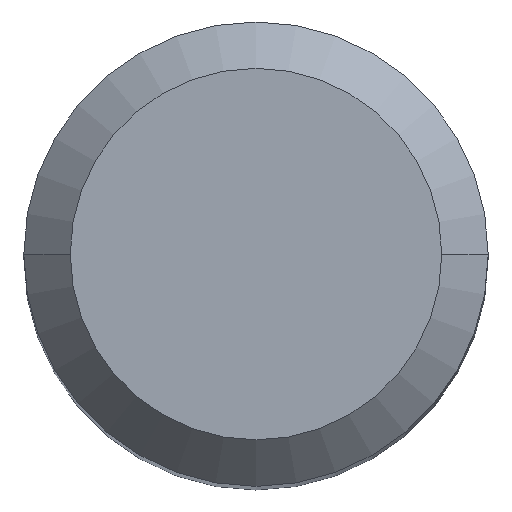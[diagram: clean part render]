
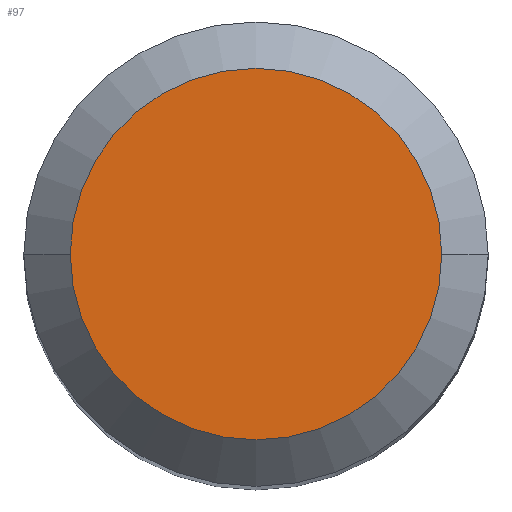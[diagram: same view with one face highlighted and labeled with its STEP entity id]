
A CAD part, top view. The second image highlights one B-rep face of the part: STEP entity #97.
In plain terms, the highlighted planar face has unit normal (0, 0, 1).
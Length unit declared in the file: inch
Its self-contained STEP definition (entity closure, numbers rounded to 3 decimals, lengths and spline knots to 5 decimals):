
#5 = CARTESIAN_POINT ( 'NONE',  ( -0.126, 0., 0. ) ) ;
#18 = DIRECTION ( 'NONE',  ( 0., 0., 1. ) ) ;
#97 = ADVANCED_FACE ( 'NONE', ( #193 ), #104, .F. ) ;
#103 = DIRECTION ( 'NONE',  ( 0., 0., 1. ) ) ;
#104 = PLANE ( 'NONE',  #252 ) ;
#144 = ORIENTED_EDGE ( 'NONE', *, *, #258, .T. ) ;
#150 = ORIENTED_EDGE ( 'NONE', *, *, #490, .T. ) ;
#157 = DIRECTION ( 'NONE',  ( 1., 0., 0. ) ) ;
#160 = DIRECTION ( 'NONE',  ( -1., 0., 0. ) ) ;
#171 = CARTESIAN_POINT ( 'NONE',  ( 0.126, 0., 0. ) ) ;
#193 = FACE_OUTER_BOUND ( 'NONE', #412, .T. ) ;
#204 = AXIS2_PLACEMENT_3D ( 'NONE', #352, #18, #157 ) ;
#238 = AXIS2_PLACEMENT_3D ( 'NONE', #280, #103, #243 ) ;
#243 = DIRECTION ( 'NONE',  ( 1., 0., 0. ) ) ;
#245 = CIRCLE ( 'NONE', #204, 0.126 ) ;
#247 = DIRECTION ( 'NONE',  ( 0., 0., -1. ) ) ;
#252 = AXIS2_PLACEMENT_3D ( 'NONE', #356, #247, #160 ) ;
#258 = EDGE_CURVE ( 'NONE', #345, #462, #464, .T. ) ;
#280 = CARTESIAN_POINT ( 'NONE',  ( 0., 0., 0. ) ) ;
#345 = VERTEX_POINT ( 'NONE', #5 ) ;
#352 = CARTESIAN_POINT ( 'NONE',  ( 0., 0., 0. ) ) ;
#356 = CARTESIAN_POINT ( 'NONE',  ( 0., 0., 0. ) ) ;
#412 = EDGE_LOOP ( 'NONE', ( #144, #150 ) ) ;
#462 = VERTEX_POINT ( 'NONE', #171 ) ;
#464 = CIRCLE ( 'NONE', #238, 0.126 ) ;
#490 = EDGE_CURVE ( 'NONE', #462, #345, #245, .T. ) ;
